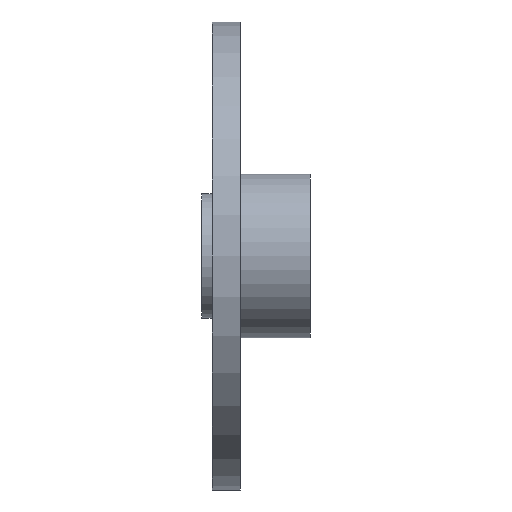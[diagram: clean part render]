
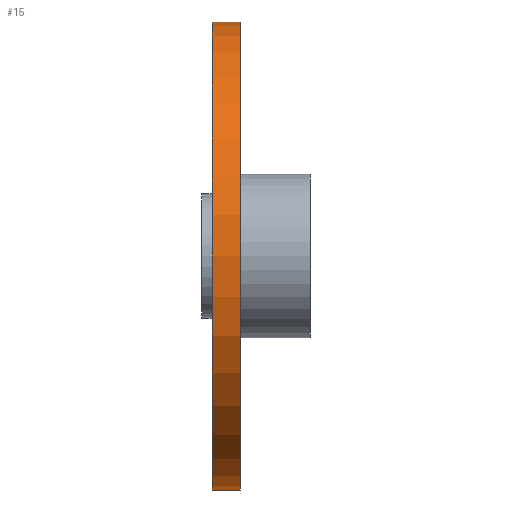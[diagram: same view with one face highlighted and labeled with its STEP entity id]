
A CAD part, left-side view. The second image highlights one B-rep face of the part: STEP entity #15.
In plain terms, the highlighted cylindrical face has radius 10 mm (diameter 20 mm), a partial arc.
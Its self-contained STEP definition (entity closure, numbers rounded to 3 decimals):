
#15 = ADVANCED_FACE ( 'NONE', ( #396 ), #464, .T. ) ;
#92 = CARTESIAN_POINT ( 'NONE',  ( 0., 0.5, 0. ) ) ;
#96 = DIRECTION ( 'NONE',  ( 0., 1., 0. ) ) ;
#103 = CARTESIAN_POINT ( 'NONE',  ( 0., -2.5, 10. ) ) ;
#104 = DIRECTION ( 'NONE',  ( 0., 0., 1. ) ) ;
#118 = CARTESIAN_POINT ( 'NONE',  ( 0., 1.7, 0. ) ) ;
#129 = DIRECTION ( 'NONE',  ( 0., -1., 0. ) ) ;
#142 = DIRECTION ( 'NONE',  ( 0., 1., 0. ) ) ;
#148 = DIRECTION ( 'NONE',  ( 0., 0., -1. ) ) ;
#256 = VECTOR ( 'NONE', #1281, 1000. ) ;
#290 = LINE ( 'NONE', #1312, #256 ) ;
#369 = ORIENTED_EDGE ( 'NONE', *, *, #992, .F. ) ;
#396 = FACE_OUTER_BOUND ( 'NONE', #451, .T. ) ;
#451 = EDGE_LOOP ( 'NONE', ( #707, #369, #642, #597 ) ) ;
#464 = CYLINDRICAL_SURFACE ( 'NONE', #935, 10. ) ;
#470 = CIRCLE ( 'NONE', #871, 10. ) ;
#597 = ORIENTED_EDGE ( 'NONE', *, *, #1003, .F. ) ;
#642 = ORIENTED_EDGE ( 'NONE', *, *, #995, .T. ) ;
#707 = ORIENTED_EDGE ( 'NONE', *, *, #956, .F. ) ;
#714 = LINE ( 'NONE', #103, #715 ) ;
#715 = VECTOR ( 'NONE', #142, 1000. ) ;
#722 = CIRCLE ( 'NONE', #876, 10. ) ;
#761 = CARTESIAN_POINT ( 'NONE',  ( 0., 1.7, 10. ) ) ;
#766 = CARTESIAN_POINT ( 'NONE',  ( 0., 1.7, -10. ) ) ;
#871 = AXIS2_PLACEMENT_3D ( 'NONE', #118, #96, #104 ) ;
#876 = AXIS2_PLACEMENT_3D ( 'NONE', #92, #129, #148 ) ;
#935 = AXIS2_PLACEMENT_3D ( 'NONE', #1091, #1092, #1084 ) ;
#956 = EDGE_CURVE ( 'NONE', #1142, #1176, #290, .T. ) ;
#992 = EDGE_CURVE ( 'NONE', #1156, #1142, #722, .T. ) ;
#995 = EDGE_CURVE ( 'NONE', #1156, #1183, #714, .T. ) ;
#1003 = EDGE_CURVE ( 'NONE', #1176, #1183, #470, .T. ) ;
#1084 = DIRECTION ( 'NONE',  ( 0., 0., 1. ) ) ;
#1091 = CARTESIAN_POINT ( 'NONE',  ( 0., -2.5, 0. ) ) ;
#1092 = DIRECTION ( 'NONE',  ( 0., 1., 0. ) ) ;
#1142 = VERTEX_POINT ( 'NONE', #1374 ) ;
#1156 = VERTEX_POINT ( 'NONE', #1336 ) ;
#1176 = VERTEX_POINT ( 'NONE', #766 ) ;
#1183 = VERTEX_POINT ( 'NONE', #761 ) ;
#1281 = DIRECTION ( 'NONE',  ( 0., 1., 0. ) ) ;
#1312 = CARTESIAN_POINT ( 'NONE',  ( 0., -2.5, -10. ) ) ;
#1336 = CARTESIAN_POINT ( 'NONE',  ( 0., 0.5, 10. ) ) ;
#1374 = CARTESIAN_POINT ( 'NONE',  ( 0., 0.5, -10. ) ) ;
